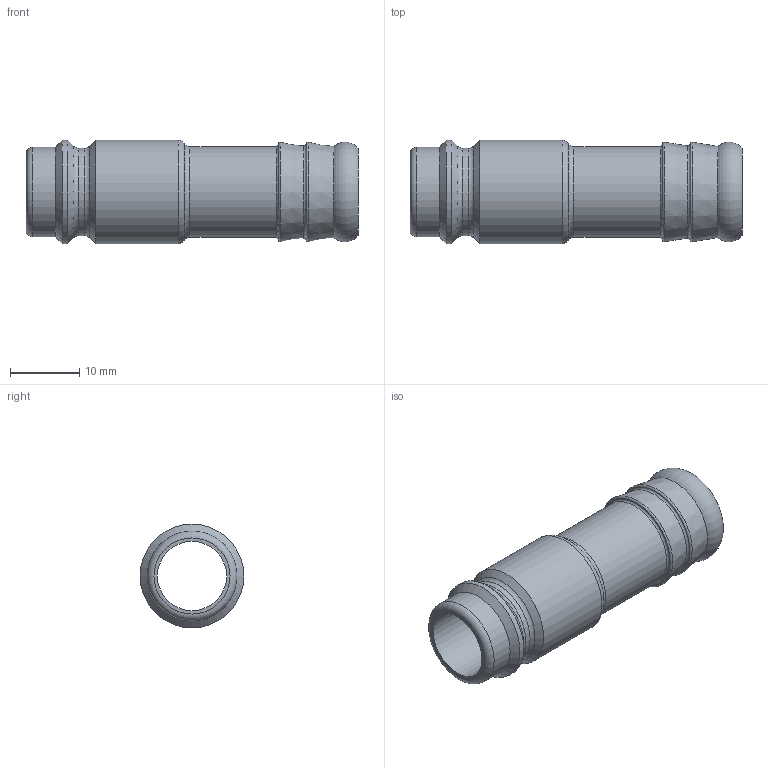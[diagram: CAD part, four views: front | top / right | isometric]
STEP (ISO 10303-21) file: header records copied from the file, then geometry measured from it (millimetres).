
FILE_DESCRIPTION((''),'2;1');
FILE_NAME('27sftf13rxx.stp','2013-05-23T15:39:24',('IA176480'),(''),'Autodesk Inventor 2011','Autodesk Inventor 2011','');
FILE_SCHEMA(('AUTOMOTIVE_DESIGN { 1 0 10303 214 1 1 1 1 }'));
Length unit declared in the file: millimetre
Products named in the file (1): D106658
Bounding box: 48 x 15 x 15 mm (x, y, z)
Volume: 3483.8 mm3; surface area: 3805.6 mm2
Topology: 1 solids, 1 shells, 25 faces, 47 edges, 26 vertices
Faces by surface type: torus 10, cylinder 6, cone 5, plane 4
Full cylindrical faces by diameter (mm): 10 x1, 12.65 x1, 13 x1, 13.1 x1, 15 x2
Entity records: 534 total; most frequent: DIRECTION 102, CARTESIAN_POINT 76, AXIS2_PLACEMENT_3D 51, ORIENTED_EDGE 50, EDGE_LOOP 50, VERTEX_POINT 25, CIRCLE 25, EDGE_CURVE 25
